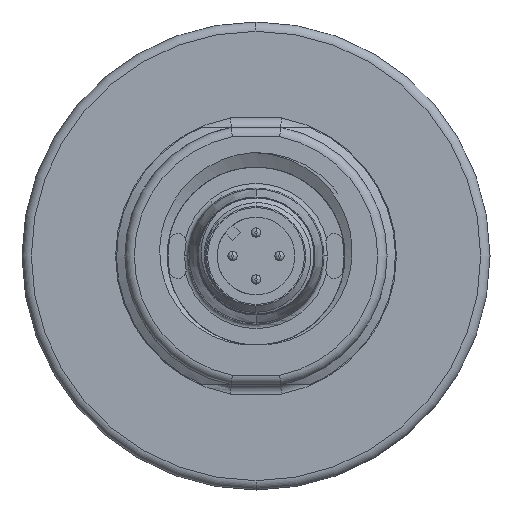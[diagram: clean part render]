
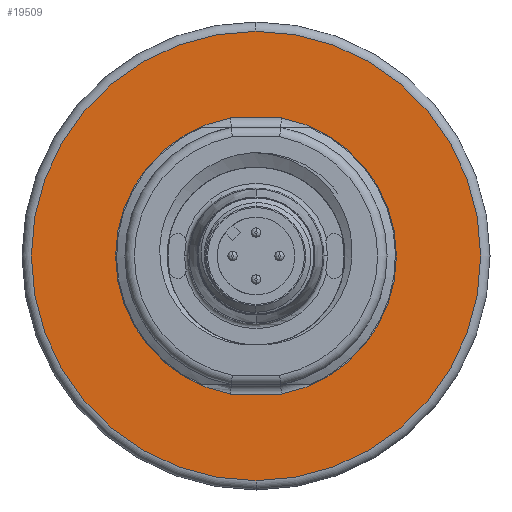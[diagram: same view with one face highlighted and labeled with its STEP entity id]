
A CAD part, front view. The second image highlights one B-rep face of the part: STEP entity #19509.
In plain terms, the highlighted planar face has unit normal (0, -1, 0).
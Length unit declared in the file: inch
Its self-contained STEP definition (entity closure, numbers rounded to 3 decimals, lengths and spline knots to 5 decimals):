
#5537=CARTESIAN_POINT('',(0.,-0.11811,0.));
#5538=DIRECTION('',(0.,1.,0.));
#5539=DIRECTION('',(0.,0.,-1.));
#5540=AXIS2_PLACEMENT_3D('',#5537,#5538,#5539);
#5542=CARTESIAN_POINT('',(0.,-0.11811,0.));
#5543=DIRECTION('',(0.,1.,0.));
#5544=DIRECTION('',(0.,0.,1.));
#5545=AXIS2_PLACEMENT_3D('',#5542,#5543,#5544);
#5547=CARTESIAN_POINT('',(0.,-0.11811,0.));
#5548=DIRECTION('',(0.,-1.,0.));
#5549=DIRECTION('',(-0.182,0.,0.983));
#5550=AXIS2_PLACEMENT_3D('',#5547,#5548,#5549);
#5552=DIRECTION('',(1.,0.,0.));
#5553=VECTOR('',#5552,0.21474);
#5554=CARTESIAN_POINT('',(-0.10737,-0.11811,
-0.58071));
#5555=LINE('',#5554,#5553);
#5556=CARTESIAN_POINT('',(0.,-0.11811,0.));
#5557=DIRECTION('',(0.,-1.,0.));
#5558=DIRECTION('',(0.182,0.,-0.983));
#5559=AXIS2_PLACEMENT_3D('',#5556,#5557,#5558);
#5561=DIRECTION('',(-1.,0.,0.));
#5562=VECTOR('',#5561,0.21474);
#5563=CARTESIAN_POINT('',(0.10737,-0.11811,
0.58071));
#5564=LINE('',#5563,#5562);
#10764=CARTESIAN_POINT('',(-0.10737,-0.11811,
0.58071));
#10765=CARTESIAN_POINT('',(-0.10737,-0.11811,
-0.58071));
#10766=VERTEX_POINT('',#10764);
#10767=VERTEX_POINT('',#10765);
#10772=CARTESIAN_POINT('',(0.10737,-0.11811,
-0.58071));
#10773=CARTESIAN_POINT('',(0.10737,-0.11811,
0.58071));
#10774=VERTEX_POINT('',#10772);
#10775=VERTEX_POINT('',#10773);
#10800=CARTESIAN_POINT('',(0.,-0.11811,-0.94488));
#10801=CARTESIAN_POINT('',(0.,-0.11811,0.94488));
#10802=VERTEX_POINT('',#10800);
#10803=VERTEX_POINT('',#10801);
#19489=CARTESIAN_POINT('',(0.,-0.11811,0.));
#19490=DIRECTION('',(0.,-1.,0.));
#19491=DIRECTION('',(0.,0.,1.));
#19492=AXIS2_PLACEMENT_3D('',#19489,#19490,#19491);
#19493=PLANE('',#19492);
#19495=ORIENTED_EDGE('',*,*,#19494,.T.);
#19497=ORIENTED_EDGE('',*,*,#19496,.T.);
#19498=EDGE_LOOP('',(#19495,#19497));
#19499=FACE_OUTER_BOUND('',#19498,.F.);
#19500=ORIENTED_EDGE('',*,*,#19479,.T.);
#19502=ORIENTED_EDGE('',*,*,#19501,.T.);
#19504=ORIENTED_EDGE('',*,*,#19503,.T.);
#19506=ORIENTED_EDGE('',*,*,#19505,.T.);
#19507=EDGE_LOOP('',(#19500,#19502,#19504,#19506));
#19508=FACE_BOUND('',#19507,.F.);
#19509=ADVANCED_FACE('',(#19499,#19508),#19493,.T.);
#5541=CIRCLE('',#5540,0.94488);
#5546=CIRCLE('',#5545,0.94488);
#5551=CIRCLE('',#5550,0.59055);
#5560=CIRCLE('',#5559,0.59055);
#19479=EDGE_CURVE('',#10766,#10767,#5551,.T.);
#19494=EDGE_CURVE('',#10802,#10803,#5541,.T.);
#19496=EDGE_CURVE('',#10803,#10802,#5546,.T.);
#19501=EDGE_CURVE('',#10767,#10774,#5555,.T.);
#19503=EDGE_CURVE('',#10774,#10775,#5560,.T.);
#19505=EDGE_CURVE('',#10775,#10766,#5564,.T.);
